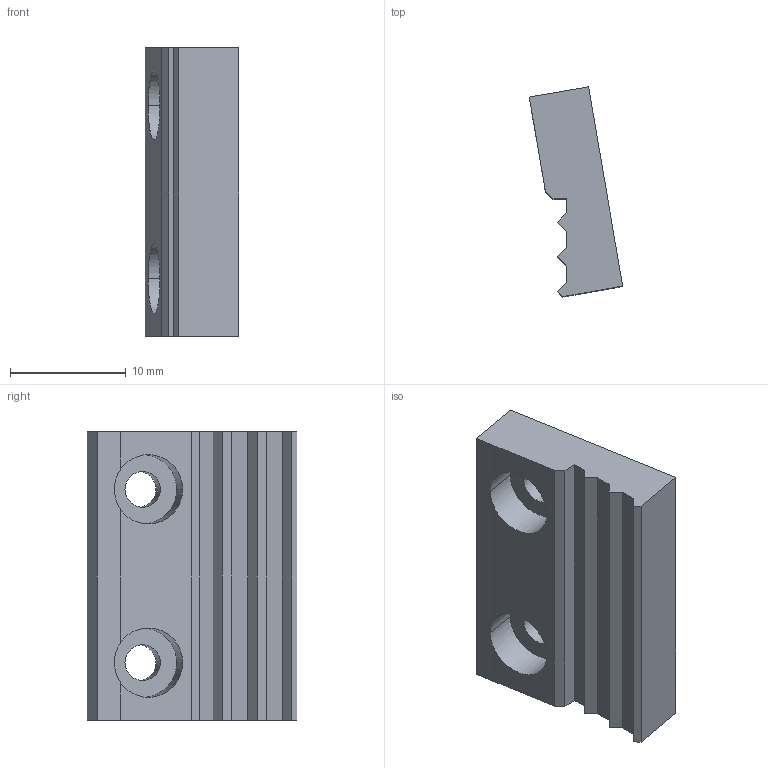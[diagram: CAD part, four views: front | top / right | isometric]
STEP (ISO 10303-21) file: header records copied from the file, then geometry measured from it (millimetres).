
FILE_DESCRIPTION (( 'STEP AP203' ), '1' );
FILE_NAME ('25-DRAGEOIR ETIQUETTE.STEP', '2024-12-16T09:44:20', ( '' ), ( '' ), 'SwSTEP 2.0', 'SolidWorks 2021', '' );
FILE_SCHEMA (( 'CONFIG_CONTROL_DESIGN' ));
Length unit declared in the file: millimetre
Products named in the file (1): 25-DRAGEOIR ETIQUETTE
Bounding box: 8.09 x 18.16 x 25 mm (x, y, z)
Volume: 1903.6 mm3; surface area: 1511.3 mm2
Topology: 1 solids, 1 shells, 28 faces, 78 edges, 52 vertices
Faces by surface type: plane 20, cylinder 8
Entity records: 979 total; most frequent: CARTESIAN_POINT 183, ORIENTED_EDGE 156, DIRECTION 140, EDGE_CURVE 78, VECTOR 58, LINE 58, VERTEX_POINT 52, AXIS2_PLACEMENT_3D 41
